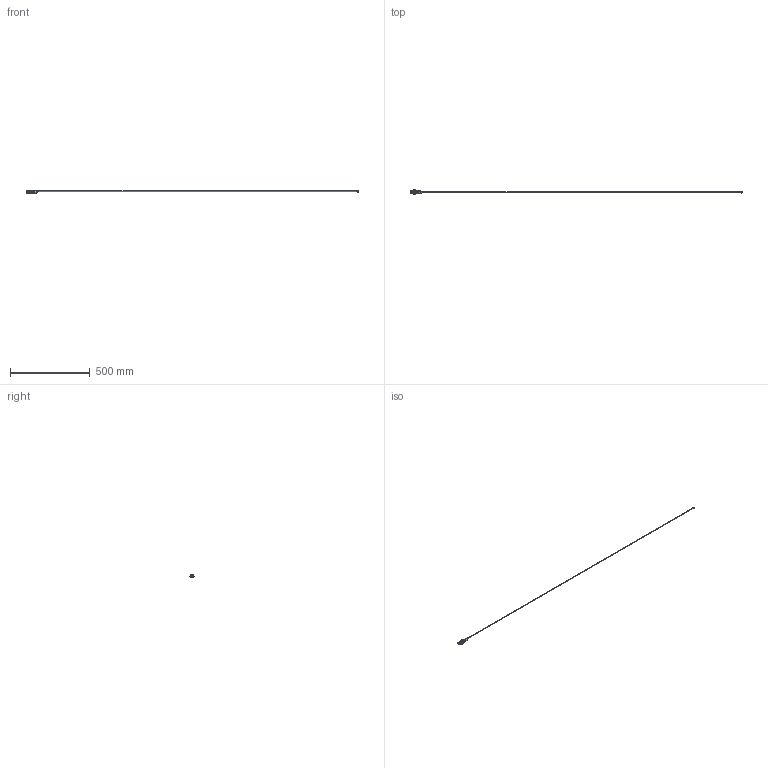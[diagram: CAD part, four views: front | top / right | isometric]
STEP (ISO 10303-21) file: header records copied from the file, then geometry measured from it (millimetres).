
FILE_DESCRIPTION (( 'STEP AP214' ), '1' );
FILE_NAME ('PXCAP18-3005NC_3D.step', '2023-07-14T19:02:38', ( '' ), ( '' ), 'SwSTEP 2.0', 'SolidWorks 2022', '' );
FILE_SCHEMA (( 'AUTOMOTIVE_DESIGN' ));
Length unit declared in the file: millimetre
Products named in the file (1): PXCAP18-3005NC_3D
Bounding box: 2077.95 x 27.48 x 23.8 mm (x, y, z)
Volume: 55459 mm3; surface area: 40159.6 mm2
Topology: 6 solids, 6 shells, 1275 faces, 3767 edges, 2510 vertices
Faces by surface type: plane 671, cylinder 578, cone 10, bspline 8, torus 8
Entity records: 85980 total; most frequent: CARTESIAN_POINT 55505, ORIENTED_EDGE 7534, DIRECTION 5075, EDGE_CURVE 3767, VERTEX_POINT 2510, AXIS2_PLACEMENT_3D 1840, VECTOR 1395, LINE 1395
